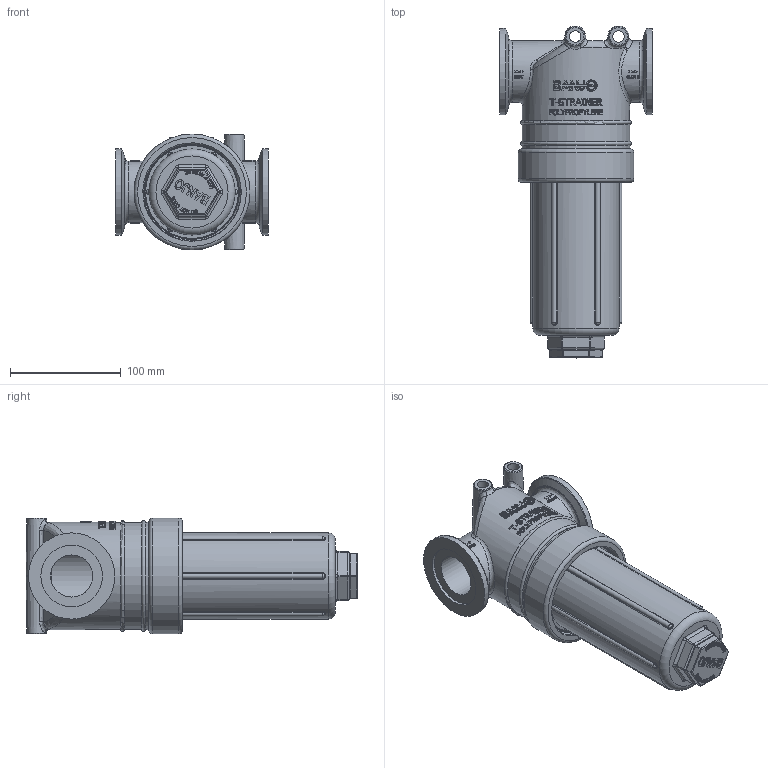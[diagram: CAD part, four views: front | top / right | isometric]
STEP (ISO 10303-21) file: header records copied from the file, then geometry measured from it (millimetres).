
FILE_DESCRIPTION(/* description */ ('2" MANIFOLD T-STRAINER HEAD'),/* implementation_level */ '2;1');
FILE_NAME(/* name */ 'MLST150-100.stp',/* time_stamp */ '2014-09-11T13:38:44-04:00',/* author */ ('areid'),/* organization */ (''),/* preprocessor_version */ 'ST-DEVELOPER v15.2',/* originating_system */ 'Autodesk Inventor 2014',/* authorisation */ '');
FILE_SCHEMA (('AUTOMOTIVE_DESIGN { 1 0 10303 214 3 1 1 }'));
Length unit declared in the file: inch
Products named in the file (8): MLST150-H; LST150-XB; LSQ200-R; LSQ200-PL; LST150-B; LST150-G; LST15100; MLST150-100
Bounding box: 138.18 x 299.94 x 104.65 mm (x, y, z)
Volume: 841794.8 mm3; surface area: 323931.8 mm2
Topology: 30 solids, 31 shells, 1875 faces, 4893 edges, 3171 vertices
Faces by surface type: plane 987, bspline 528, cylinder 255, torus 55, cone 28, sphere 22
Full cylindrical faces by diameter (mm): 10.319 x2, 19.05 x1, 33.401 x1, 38.1 x2, 45.974 x1, 50.8 x1, 51.054 x1, 55.626 x4, 56.388 x1, 57.404 x1, 57.658 x3, 65.024 x1, 66.548 x1, 72.898 x1, 77.216 x1, 77.787 x1, 77.978 x2, 81.026 x1, 83.82 x6, 96.774 x3, 104.648 x1
Entity records: 110761 total; most frequent: CARTESIAN_POINT 69306, ORIENTED_EDGE 9466, DIRECTION 6728, EDGE_CURVE 4731, VERTEX_POINT 3116, LINE 2572, VECTOR 2572, EDGE_LOOP 2099
